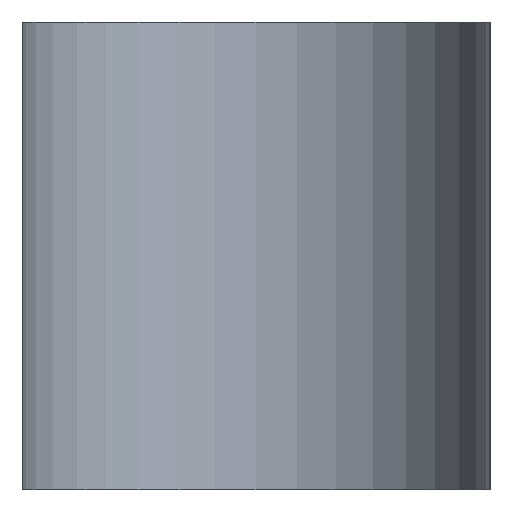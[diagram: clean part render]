
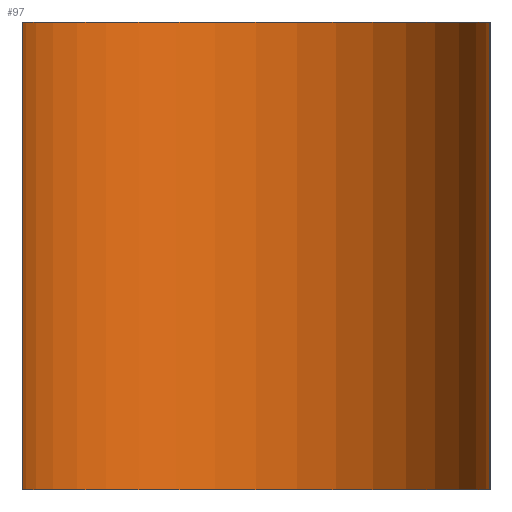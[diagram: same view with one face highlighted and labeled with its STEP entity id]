
A CAD part, left-side view. The second image highlights one B-rep face of the part: STEP entity #97.
In plain terms, the highlighted cylindrical face has radius 50 mm (diameter 100 mm), a partial arc.
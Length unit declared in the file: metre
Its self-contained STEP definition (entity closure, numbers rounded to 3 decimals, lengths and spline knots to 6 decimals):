
#14=CIRCLE('',#119,0.05);
#15=CIRCLE('',#120,0.05);
#17=CYLINDRICAL_SURFACE('',#118,0.05);
#30=ORIENTED_EDGE('',*,*,#52,.F.);
#31=ORIENTED_EDGE('',*,*,#45,.F.);
#32=ORIENTED_EDGE('',*,*,#53,.T.);
#33=ORIENTED_EDGE('',*,*,#50,.T.);
#45=EDGE_CURVE('',#57,#55,#65,.T.);
#50=EDGE_CURVE('',#61,#60,#68,.T.);
#52=EDGE_CURVE('',#55,#60,#14,.T.);
#53=EDGE_CURVE('',#57,#61,#15,.T.);
#55=VERTEX_POINT('',#157);
#57=VERTEX_POINT('',#161);
#60=VERTEX_POINT('',#171);
#61=VERTEX_POINT('',#173);
#65=LINE('',#162,#73);
#68=LINE('',#172,#76);
#73=VECTOR('',#130,1.);
#76=VECTOR('',#141,1.);
#81=EDGE_LOOP('',(#30,#31,#32,#33));
#87=FACE_BOUND('',#81,.T.);
#97=ADVANCED_FACE('',(#87),#17,.F.);
#118=AXIS2_PLACEMENT_3D('',#175,#143,#144);
#119=AXIS2_PLACEMENT_3D('',#176,#145,#146);
#120=AXIS2_PLACEMENT_3D('',#177,#147,#148);
#130=DIRECTION('',(0.,0.,-1.));
#141=DIRECTION('',(0.,0.,-1.));
#143=DIRECTION('',(0.,0.,-1.));
#144=DIRECTION('',(-1.,0.,0.));
#145=DIRECTION('',(0.,0.,1.));
#146=DIRECTION('',(1.,0.,0.));
#147=DIRECTION('',(0.,0.,1.));
#148=DIRECTION('',(1.,0.,0.));
#157=CARTESIAN_POINT('',(-0.12,-0.05,0.));
#161=CARTESIAN_POINT('',(-0.12,-0.05,0.1));
#162=CARTESIAN_POINT('',(-0.12,-0.05,0.1));
#171=CARTESIAN_POINT('',(-0.12,0.05,0.));
#172=CARTESIAN_POINT('',(-0.12,0.05,0.1));
#173=CARTESIAN_POINT('',(-0.12,0.05,0.1));
#175=CARTESIAN_POINT('',(-0.12,0.,0.1));
#176=CARTESIAN_POINT('',(-0.12,0.,0.));
#177=CARTESIAN_POINT('',(-0.12,0.,0.1));
